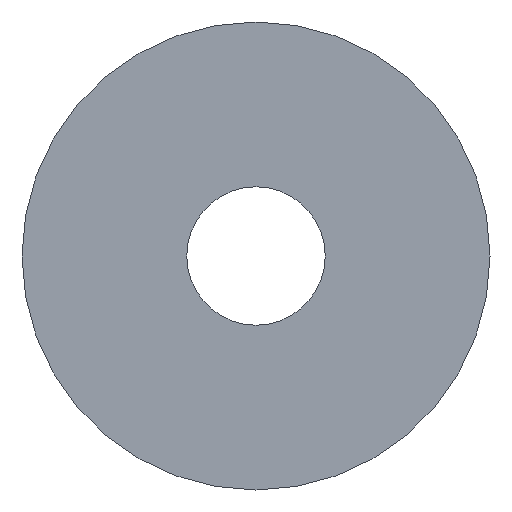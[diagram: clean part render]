
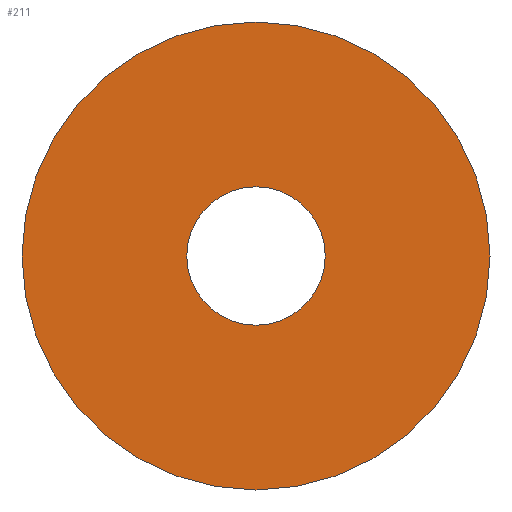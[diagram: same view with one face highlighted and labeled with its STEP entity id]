
A CAD part, left-side view. The second image highlights one B-rep face of the part: STEP entity #211.
In plain terms, the highlighted planar face has unit normal (-1, 0, 0).
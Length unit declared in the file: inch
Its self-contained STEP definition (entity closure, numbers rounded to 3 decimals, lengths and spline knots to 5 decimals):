
#1 = AXIS2_PLACEMENT_3D ( 'NONE', #306, #254, #326 ) ;
#2 = VERTEX_POINT ( 'NONE', #59 ) ;
#3 = CARTESIAN_POINT ( 'NONE',  ( 0., 5., 0. ) ) ;
#5 = DIRECTION ( 'NONE',  ( 1., 0., 0. ) ) ;
#16 = EDGE_CURVE ( 'NONE', #117, #77, #45, .T. ) ;
#36 = FACE_BOUND ( 'NONE', #139, .T. ) ;
#45 = CIRCLE ( 'NONE', #203, 1.51563 ) ;
#59 = CARTESIAN_POINT ( 'NONE',  ( 0., 0., -5.125 ) ) ;
#64 = CARTESIAN_POINT ( 'NONE',  ( 0., 0., 0. ) ) ;
#73 = CIRCLE ( 'NONE', #320, 5.125 ) ;
#77 = VERTEX_POINT ( 'NONE', #172 ) ;
#98 = FACE_OUTER_BOUND ( 'NONE', #322, .T. ) ;
#105 = CIRCLE ( 'NONE', #148, 5.125 ) ;
#114 = ORIENTED_EDGE ( 'NONE', *, *, #251, .T. ) ;
#117 = VERTEX_POINT ( 'NONE', #279 ) ;
#126 = DIRECTION ( 'NONE',  ( 0., 0., -1. ) ) ;
#127 = CARTESIAN_POINT ( 'NONE',  ( 0., 0., 5.125 ) ) ;
#130 = DIRECTION ( 'NONE',  ( 0., 0., 1. ) ) ;
#139 = EDGE_LOOP ( 'NONE', ( #269, #114 ) ) ;
#148 = AXIS2_PLACEMENT_3D ( 'NONE', #64, #192, #130 ) ;
#156 = DIRECTION ( 'NONE',  ( 1., 0., 0. ) ) ;
#172 = CARTESIAN_POINT ( 'NONE',  ( 0., 0., 1.51563 ) ) ;
#190 = CIRCLE ( 'NONE', #1, 1.51563 ) ;
#192 = DIRECTION ( 'NONE',  ( -1., 0., 0. ) ) ;
#193 = CARTESIAN_POINT ( 'NONE',  ( 0., 0., 0. ) ) ;
#203 = AXIS2_PLACEMENT_3D ( 'NONE', #217, #5, #126 ) ;
#211 = ADVANCED_FACE ( 'NONE', ( #36, #98 ), #276, .F. ) ;
#217 = CARTESIAN_POINT ( 'NONE',  ( 0., 0., 0. ) ) ;
#232 = EDGE_CURVE ( 'NONE', #2, #271, #105, .T. ) ;
#251 = EDGE_CURVE ( 'NONE', #77, #117, #190, .T. ) ;
#254 = DIRECTION ( 'NONE',  ( 1., 0., 0. ) ) ;
#269 = ORIENTED_EDGE ( 'NONE', *, *, #16, .T. ) ;
#271 = VERTEX_POINT ( 'NONE', #127 ) ;
#273 = DIRECTION ( 'NONE',  ( 0., 0., -1. ) ) ;
#276 = PLANE ( 'NONE',  #290 ) ;
#279 = CARTESIAN_POINT ( 'NONE',  ( 0., 0., -1.51563 ) ) ;
#287 = ORIENTED_EDGE ( 'NONE', *, *, #232, .T. ) ;
#290 = AXIS2_PLACEMENT_3D ( 'NONE', #3, #156, #273 ) ;
#306 = CARTESIAN_POINT ( 'NONE',  ( 0., 0., 0. ) ) ;
#316 = DIRECTION ( 'NONE',  ( -1., 0., 0. ) ) ;
#320 = AXIS2_PLACEMENT_3D ( 'NONE', #193, #316, #337 ) ;
#322 = EDGE_LOOP ( 'NONE', ( #369, #287 ) ) ;
#326 = DIRECTION ( 'NONE',  ( 0., 0., -1. ) ) ;
#337 = DIRECTION ( 'NONE',  ( 0., 0., 1. ) ) ;
#369 = ORIENTED_EDGE ( 'NONE', *, *, #379, .T. ) ;
#379 = EDGE_CURVE ( 'NONE', #271, #2, #73, .T. ) ;
